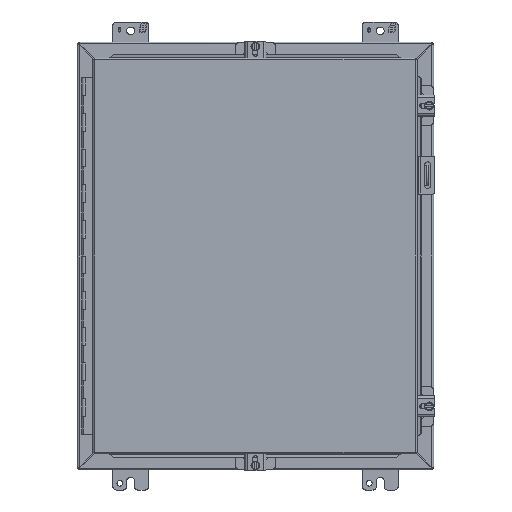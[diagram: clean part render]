
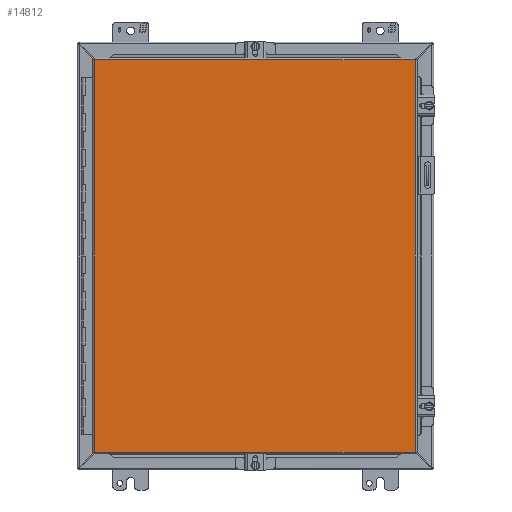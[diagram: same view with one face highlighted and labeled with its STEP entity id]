
A CAD part, front view. The second image highlights one B-rep face of the part: STEP entity #14812.
In plain terms, the highlighted planar face has unit normal (0, -1, 0).
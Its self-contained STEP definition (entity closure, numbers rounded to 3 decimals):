
#2885 = LINE ( 'NONE', #40221, #27197 ) ;
#3182 = CARTESIAN_POINT ( 'NONE',  ( -9.017, -7.21, -10.995 ) ) ;
#8131 = DIRECTION ( 'NONE',  ( -1., 0., 0. ) ) ;
#8600 = ORIENTED_EDGE ( 'NONE', *, *, #13274, .F. ) ;
#9171 = EDGE_CURVE ( 'NONE', #17241, #25391, #30719, .T. ) ;
#10177 = CARTESIAN_POINT ( 'NONE',  ( 8.955, -7.21, 10.994 ) ) ;
#10532 = PLANE ( 'NONE',  #26540 ) ;
#12050 = CARTESIAN_POINT ( 'NONE',  ( 8.955, -7.21, -10.995 ) ) ;
#12461 = DIRECTION ( 'NONE',  ( 0., 0., 1. ) ) ;
#12497 = DIRECTION ( 'NONE',  ( 0., -1., 0. ) ) ;
#13274 = EDGE_CURVE ( 'NONE', #25391, #29439, #35317, .T. ) ;
#13700 = CARTESIAN_POINT ( 'NONE',  ( 8.955, -7.21, 10.995 ) ) ;
#14812 = ADVANCED_FACE ( 'NONE', ( #26474 ), #10532, .T. ) ;
#15481 = VECTOR ( 'NONE', #12461, 39.37 ) ;
#15891 = VERTEX_POINT ( 'NONE', #13700 ) ;
#17124 = ORIENTED_EDGE ( 'NONE', *, *, #42766, .F. ) ;
#17241 = VERTEX_POINT ( 'NONE', #45840 ) ;
#20107 = DIRECTION ( 'NONE',  ( 0., 0., -1. ) ) ;
#20267 = EDGE_CURVE ( 'NONE', #15891, #17241, #35971, .T. ) ;
#22111 = VECTOR ( 'NONE', #8131, 39.37 ) ;
#25391 = VERTEX_POINT ( 'NONE', #37458 ) ;
#26474 = FACE_OUTER_BOUND ( 'NONE', #34255, .T. ) ;
#26540 = AXIS2_PLACEMENT_3D ( 'NONE', #3182, #12497, #20107 ) ;
#26992 = CARTESIAN_POINT ( 'NONE',  ( -9.017, -7.21, 10.995 ) ) ;
#27197 = VECTOR ( 'NONE', #37268, 39.37 ) ;
#28445 = ORIENTED_EDGE ( 'NONE', *, *, #9171, .F. ) ;
#29439 = VERTEX_POINT ( 'NONE', #26992 ) ;
#30719 = LINE ( 'NONE', #12050, #22111 ) ;
#33722 = VECTOR ( 'NONE', #39644, 39.37 ) ;
#33872 = ORIENTED_EDGE ( 'NONE', *, *, #20267, .F. ) ;
#34255 = EDGE_LOOP ( 'NONE', ( #33872, #17124, #8600, #28445 ) ) ;
#35317 = LINE ( 'NONE', #43136, #15481 ) ;
#35971 = LINE ( 'NONE', #10177, #33722 ) ;
#37268 = DIRECTION ( 'NONE',  ( 1., 0., 0. ) ) ;
#37458 = CARTESIAN_POINT ( 'NONE',  ( -9.017, -7.21, -10.995 ) ) ;
#39644 = DIRECTION ( 'NONE',  ( 0., 0., -1. ) ) ;
#40221 = CARTESIAN_POINT ( 'NONE',  ( -9.017, -7.21, 10.994 ) ) ;
#42766 = EDGE_CURVE ( 'NONE', #29439, #15891, #2885, .T. ) ;
#43136 = CARTESIAN_POINT ( 'NONE',  ( -9.017, -7.21, -10.995 ) ) ;
#45840 = CARTESIAN_POINT ( 'NONE',  ( 8.955, -7.21, -10.995 ) ) ;
